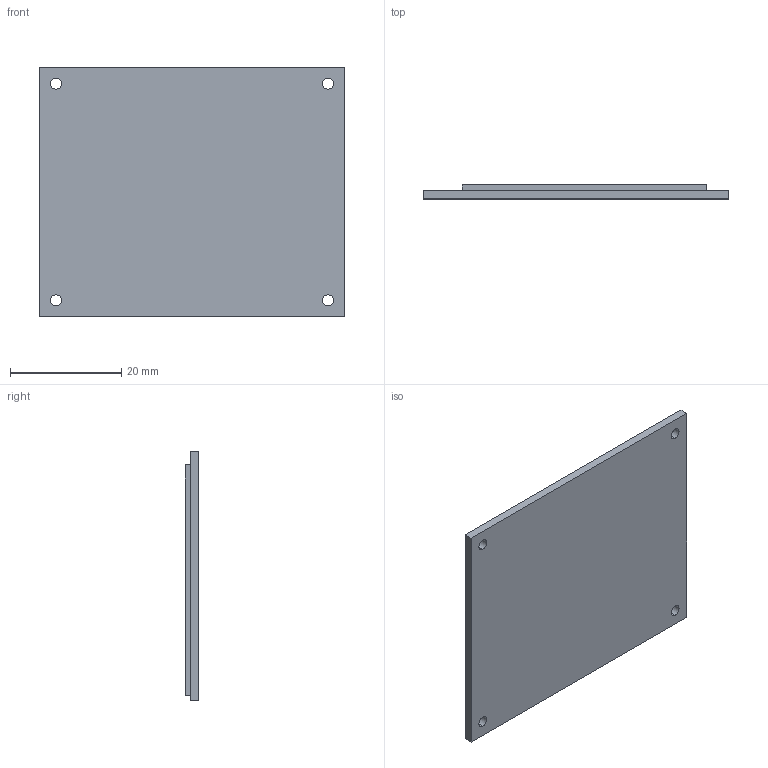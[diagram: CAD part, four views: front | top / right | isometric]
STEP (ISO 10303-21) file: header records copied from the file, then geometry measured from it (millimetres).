
FILE_DESCRIPTION (( 'STEP AP214' ), '1' );
FILE_NAME ('HEL-04-04004-00.step', '2023-07-25T09:14:33', ( '' ), ( '' ), 'SwSTEP 2.0', 'SolidWorks 2021', '' );
FILE_SCHEMA (( 'AUTOMOTIVE_DESIGN' ));
Length unit declared in the file: millimetre
Products named in the file (1): HEL-04-04004-00
Bounding box: 55 x 2.5 x 45 mm (x, y, z)
Volume: 5519.7 mm3; surface area: 5433.6 mm2
Topology: 1 solids, 1 shells, 19 faces, 52 edges, 34 vertices
Faces by surface type: plane 11, cylinder 8
Entity records: 867 total; most frequent: DIRECTION 110, CARTESIAN_POINT 106, ORIENTED_EDGE 104, EDGE_CURVE 52, AXIS2_PLACEMENT_3D 38, VECTOR 34, LINE 34, VERTEX_POINT 34
